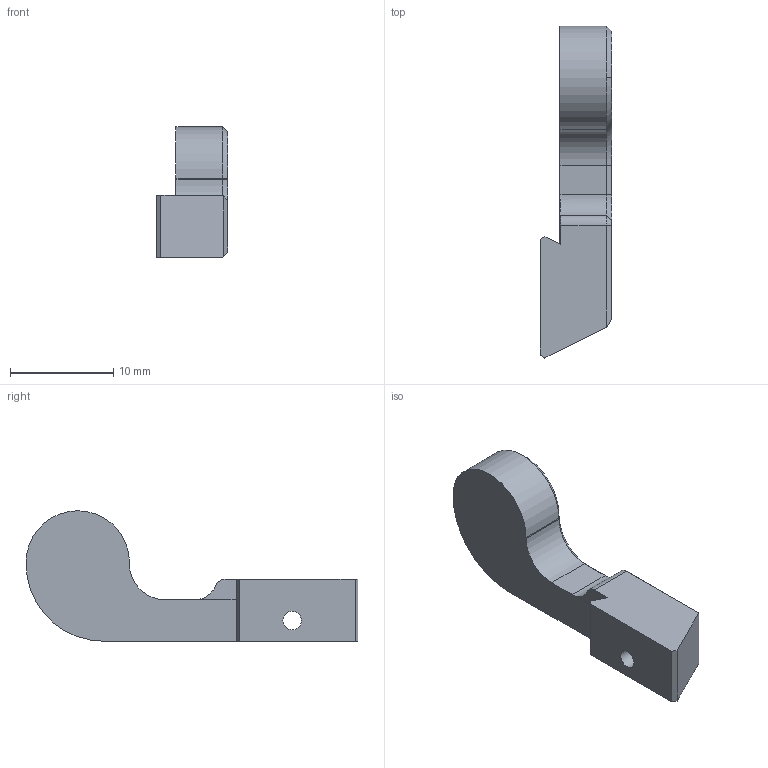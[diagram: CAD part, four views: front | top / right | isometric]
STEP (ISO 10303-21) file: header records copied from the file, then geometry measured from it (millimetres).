
FILE_DESCRIPTION(('HOOPS Exchange Step'),'2;1');
FILE_NAME('temp_export','2023-06-26T20:16:09+20:00',('gmoua'),('Shapr3D Limited'),'HOOPS Exchange 2022.2','Shapr3D','Authorized');
FILE_SCHEMA( ('AUTOMOTIVE_DESIGN { 1 0 10303 214 1 1 1 1 }') );
Length unit declared in the file: millimetre
Products named in the file (1): PENF Shift Bottom Plate Screw Cap
Bounding box: 6.9 x 32.12 x 12.62 mm (x, y, z)
Volume: 1118.3 mm3; surface area: 933.4 mm2
Topology: 1 solids, 1 shells, 33 faces, 84 edges, 53 vertices
Faces by surface type: plane 20, cylinder 7, cone 6
Full cylindrical faces by diameter (mm): 1.8 x1, 3.5 x1
Entity records: 1018 total; most frequent: DIRECTION 176, CARTESIAN_POINT 171, ORIENTED_EDGE 168, EDGE_CURVE 84, VECTOR 60, LINE 60, AXIS2_PLACEMENT_3D 58, VERTEX_POINT 53
